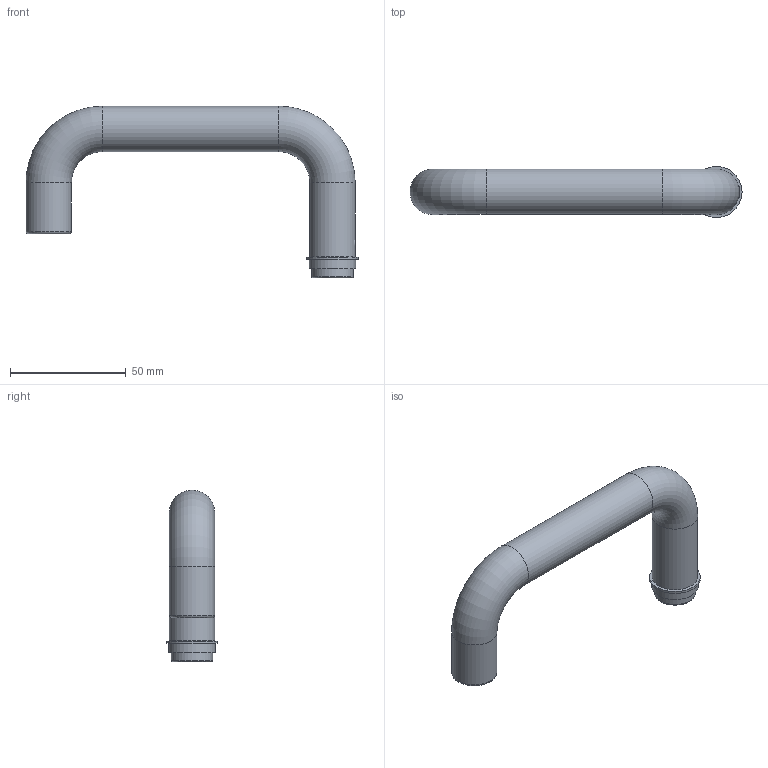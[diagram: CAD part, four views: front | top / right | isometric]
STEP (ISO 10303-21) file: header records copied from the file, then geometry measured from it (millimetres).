
FILE_DESCRIPTION (( 'STEP AP203' ), '1' );
FILE_NAME ('56632-240.STEP', '2019-10-25T06:29:40', ( '' ), ( '' ), 'SwSTEP 2.0', 'SolidWorks 2015', '' );
FILE_SCHEMA (( 'CONFIG_CONTROL_DESIGN' ));
Length unit declared in the file: millimetre
Products named in the file (8): 56632-240 Teil1_56632-240; 56632-240 Teil2_56632-240 Teil2; 56632-240 Teil1; 56632-240; DIN914_DIN 914 M6x6; 56632-240 Teil2; DIN914
Assembly tree (5 placements, depth 2):
  56632-240
    56632-240 Teil1_56632-240
    DIN914_DIN 914 M6x6
    56632-240 Teil2_56632-240 Teil2
  56632-240 Teil2
  56632-240
    DIN914
    56632-240 Teil1
Bounding box: 143.2 x 22 x 74 mm (x, y, z)
Volume: 16822.7 mm3; surface area: 28248 mm2
Topology: 4 solids, 4 shells, 288 faces, 752 edges, 501 vertices
Faces by surface type: plane 124, bspline 109, cylinder 43, cone 6, torus 6
Full cylindrical faces by diameter (mm): 5 x2, 6 x1, 17.7 x3, 17.8 x2, 18 x1, 19.6 x3, 20 x1, 22 x1
Entity records: 15199 total; most frequent: CARTESIAN_POINT 8181, ORIENTED_EDGE 1448, DIRECTION 967, EDGE_CURVE 724, VERTEX_POINT 493, EDGE_LOOP 345, VECTOR 339, LINE 339
